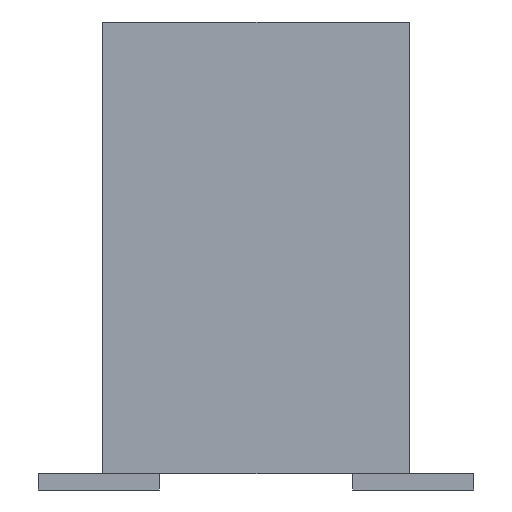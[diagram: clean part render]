
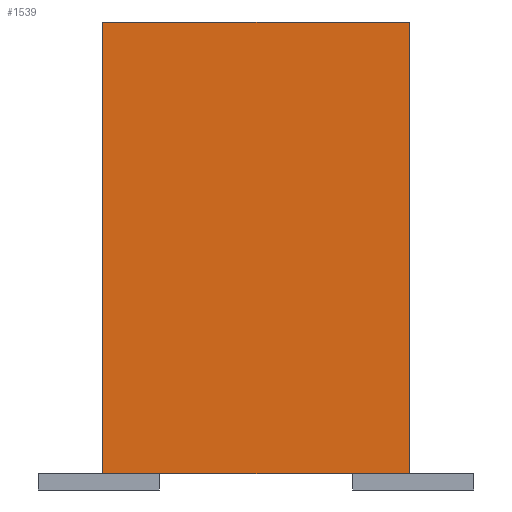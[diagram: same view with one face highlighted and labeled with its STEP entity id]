
A CAD part, left-side view. The second image highlights one B-rep face of the part: STEP entity #1539.
In plain terms, the highlighted planar face has unit normal (-1, 0, 0).
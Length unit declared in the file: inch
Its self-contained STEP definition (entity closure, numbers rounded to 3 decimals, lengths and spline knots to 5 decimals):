
#1539=ADVANCED_FACE('',(#2151),#1845,.F.);
#1845=PLANE('',#6451);
#2151=FACE_OUTER_BOUND('',#2456,.T.);
#2456=EDGE_LOOP('',(#2782,#2783,#2784,#2785));
#2782=ORIENTED_EDGE('',*,*,#4494,.T.);
#2783=ORIENTED_EDGE('',*,*,#4495,.F.);
#2784=ORIENTED_EDGE('',*,*,#4496,.F.);
#2785=ORIENTED_EDGE('',*,*,#4497,.T.);
#4086=VERTEX_POINT('',#8025);
#4087=VERTEX_POINT('',#8026);
#4088=VERTEX_POINT('',#8028);
#4089=VERTEX_POINT('',#8030);
#4494=EDGE_CURVE('',#4086,#4087,#5146,.T.);
#4495=EDGE_CURVE('',#4088,#4087,#5147,.T.);
#4496=EDGE_CURVE('',#4089,#4088,#5148,.T.);
#4497=EDGE_CURVE('',#4089,#4086,#5149,.T.);
#5146=LINE('',#8024,#5798);
#5147=LINE('',#8027,#5799);
#5148=LINE('',#8029,#5800);
#5149=LINE('',#8031,#5801);
#5798=VECTOR('',#6759,1.);
#5799=VECTOR('',#6760,1.);
#5800=VECTOR('',#6761,1.);
#5801=VECTOR('',#6762,1.);
#6451=AXIS2_PLACEMENT_3D('',#8032,#6763,#6764);
#6759=DIRECTION('',(0.,-1.,0.));
#6760=DIRECTION('',(0.,0.,-1.));
#6761=DIRECTION('',(0.,-1.,0.));
#6762=DIRECTION('',(0.,0.,-1.));
#6763=DIRECTION('',(1.,0.,0.));
#6764=DIRECTION('',(0.,1.,0.));
#8024=CARTESIAN_POINT('',(0.,0.19,0.));
#8025=CARTESIAN_POINT('',(0.,0.19,0.));
#8026=CARTESIAN_POINT('',(0.,0.,0.));
#8027=CARTESIAN_POINT('',(0.,0.,0.28));
#8028=CARTESIAN_POINT('',(0.,0.,0.28));
#8029=CARTESIAN_POINT('',(0.,0.19,0.28));
#8030=CARTESIAN_POINT('',(0.,0.19,0.28));
#8031=CARTESIAN_POINT('',(0.,0.19,0.28));
#8032=CARTESIAN_POINT('',(0.,0.19,0.28));
